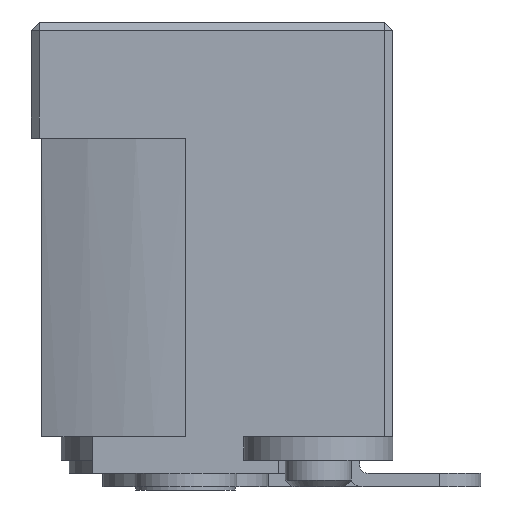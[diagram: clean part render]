
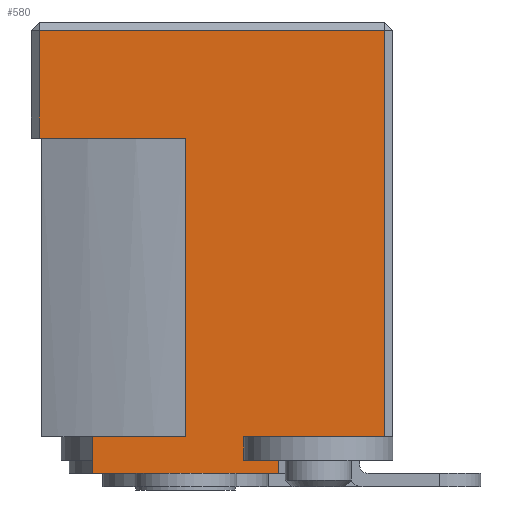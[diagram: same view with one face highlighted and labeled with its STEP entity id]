
A CAD part, left-side view. The second image highlights one B-rep face of the part: STEP entity #580.
In plain terms, the highlighted planar face has unit normal (-1, 0, 0).
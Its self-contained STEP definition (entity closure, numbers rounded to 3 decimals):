
#419 = EDGE_CURVE('',#420,#422,#424,.T.);
#420 = VERTEX_POINT('',#421);
#421 = CARTESIAN_POINT('',(-3.4,-2.43,13.75));
#422 = VERTEX_POINT('',#423);
#423 = CARTESIAN_POINT('',(-3.4,7.97,13.75));
#424 = LINE('',#425,#426);
#425 = CARTESIAN_POINT('',(-3.4,-2.68,13.75));
#426 = VECTOR('',#427,1.);
#427 = DIRECTION('',(0.,1.,0.));
#580 = ADVANCED_FACE('',(#581),#686,.F.);
#581 = FACE_BOUND('',#582,.F.);
#582 = EDGE_LOOP('',(#583,#593,#599,#600,#608,#616,#624,#632,#640,#648,
    #656,#664,#672,#680));
#583 = ORIENTED_EDGE('',*,*,#584,.T.);
#584 = EDGE_CURVE('',#585,#587,#589,.T.);
#585 = VERTEX_POINT('',#586);
#586 = CARTESIAN_POINT('',(-3.4,3.57,10.5));
#587 = VERTEX_POINT('',#588);
#588 = CARTESIAN_POINT('',(-3.4,7.97,10.5));
#589 = LINE('',#590,#591);
#590 = CARTESIAN_POINT('',(-3.4,-2.68,10.5));
#591 = VECTOR('',#592,1.);
#592 = DIRECTION('',(0.,1.,0.));
#593 = ORIENTED_EDGE('',*,*,#594,.T.);
#594 = EDGE_CURVE('',#587,#422,#595,.T.);
#595 = LINE('',#596,#597);
#596 = CARTESIAN_POINT('',(-3.4,7.97,10.5));
#597 = VECTOR('',#598,1.);
#598 = DIRECTION('',(0.,0.,1.));
#599 = ORIENTED_EDGE('',*,*,#419,.F.);
#600 = ORIENTED_EDGE('',*,*,#601,.F.);
#601 = EDGE_CURVE('',#602,#420,#604,.T.);
#602 = VERTEX_POINT('',#603);
#603 = CARTESIAN_POINT('',(-3.4,-2.43,1.5));
#604 = LINE('',#605,#606);
#605 = CARTESIAN_POINT('',(-3.4,-2.43,1.5));
#606 = VECTOR('',#607,1.);
#607 = DIRECTION('',(0.,0.,1.));
#608 = ORIENTED_EDGE('',*,*,#609,.T.);
#609 = EDGE_CURVE('',#602,#610,#612,.T.);
#610 = VERTEX_POINT('',#611);
#611 = CARTESIAN_POINT('',(-3.4,1.82,1.5));
#612 = LINE('',#613,#614);
#613 = CARTESIAN_POINT('',(-3.4,-2.68,1.5));
#614 = VECTOR('',#615,1.);
#615 = DIRECTION('',(0.,1.,0.));
#616 = ORIENTED_EDGE('',*,*,#617,.T.);
#617 = EDGE_CURVE('',#610,#618,#620,.T.);
#618 = VERTEX_POINT('',#619);
#619 = CARTESIAN_POINT('',(-3.4,1.82,0.8));
#620 = LINE('',#621,#622);
#621 = CARTESIAN_POINT('',(-3.4,1.82,1.5));
#622 = VECTOR('',#623,1.);
#623 = DIRECTION('',(0.,0.,-1.));
#624 = ORIENTED_EDGE('',*,*,#625,.F.);
#625 = EDGE_CURVE('',#626,#618,#628,.T.);
#626 = VERTEX_POINT('',#627);
#627 = CARTESIAN_POINT('',(-3.4,0.77,0.8));
#628 = LINE('',#629,#630);
#629 = CARTESIAN_POINT('',(-3.4,0.77,0.8));
#630 = VECTOR('',#631,1.);
#631 = DIRECTION('',(0.,1.,0.));
#632 = ORIENTED_EDGE('',*,*,#633,.T.);
#633 = EDGE_CURVE('',#626,#634,#636,.T.);
#634 = VERTEX_POINT('',#635);
#635 = CARTESIAN_POINT('',(-3.4,0.77,0.4));
#636 = LINE('',#637,#638);
#637 = CARTESIAN_POINT('',(-3.4,0.77,0.8));
#638 = VECTOR('',#639,1.);
#639 = DIRECTION('',(0.,0.,-1.));
#640 = ORIENTED_EDGE('',*,*,#641,.T.);
#641 = EDGE_CURVE('',#634,#642,#644,.T.);
#642 = VERTEX_POINT('',#643);
#643 = CARTESIAN_POINT('',(-3.4,2.02,0.4));
#644 = LINE('',#645,#646);
#645 = CARTESIAN_POINT('',(-3.4,0.77,0.4));
#646 = VECTOR('',#647,1.);
#647 = DIRECTION('',(0.,1.,0.));
#648 = ORIENTED_EDGE('',*,*,#649,.T.);
#649 = EDGE_CURVE('',#642,#650,#652,.T.);
#650 = VERTEX_POINT('',#651);
#651 = CARTESIAN_POINT('',(-3.4,5.12,0.4));
#652 = LINE('',#653,#654);
#653 = CARTESIAN_POINT('',(-3.4,0.77,0.4));
#654 = VECTOR('',#655,1.);
#655 = DIRECTION('',(0.,1.,0.));
#656 = ORIENTED_EDGE('',*,*,#657,.T.);
#657 = EDGE_CURVE('',#650,#658,#660,.T.);
#658 = VERTEX_POINT('',#659);
#659 = CARTESIAN_POINT('',(-3.4,6.37,0.4));
#660 = LINE('',#661,#662);
#661 = CARTESIAN_POINT('',(-3.4,0.77,0.4));
#662 = VECTOR('',#663,1.);
#663 = DIRECTION('',(0.,1.,0.));
#664 = ORIENTED_EDGE('',*,*,#665,.F.);
#665 = EDGE_CURVE('',#666,#658,#668,.T.);
#666 = VERTEX_POINT('',#667);
#667 = CARTESIAN_POINT('',(-3.4,6.37,1.5));
#668 = LINE('',#669,#670);
#669 = CARTESIAN_POINT('',(-3.4,6.37,1.5));
#670 = VECTOR('',#671,1.);
#671 = DIRECTION('',(0.,0.,-1.));
#672 = ORIENTED_EDGE('',*,*,#673,.F.);
#673 = EDGE_CURVE('',#674,#666,#676,.T.);
#674 = VERTEX_POINT('',#675);
#675 = CARTESIAN_POINT('',(-3.4,3.57,1.5));
#676 = LINE('',#677,#678);
#677 = CARTESIAN_POINT('',(-3.4,1.82,1.5));
#678 = VECTOR('',#679,1.);
#679 = DIRECTION('',(0.,1.,0.));
#680 = ORIENTED_EDGE('',*,*,#681,.T.);
#681 = EDGE_CURVE('',#674,#585,#682,.T.);
#682 = LINE('',#683,#684);
#683 = CARTESIAN_POINT('',(-3.4,3.57,1.5));
#684 = VECTOR('',#685,1.);
#685 = DIRECTION('',(0.,0.,1.));
#686 = PLANE('',#687);
#687 = AXIS2_PLACEMENT_3D('',#688,#689,#690);
#688 = CARTESIAN_POINT('',(-3.4,-2.68,1.5));
#689 = DIRECTION('',(1.,0.,0.));
#690 = DIRECTION('',(0.,0.,1.));
